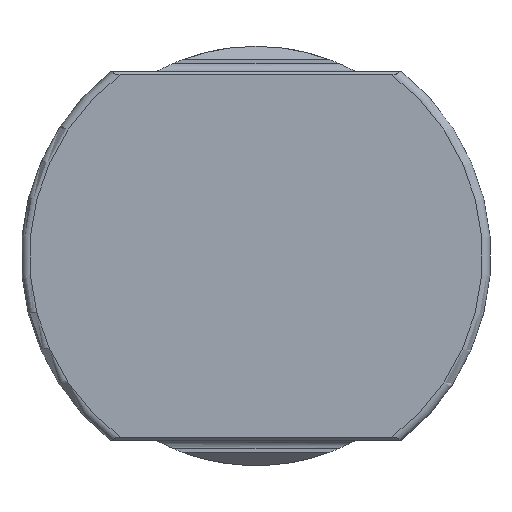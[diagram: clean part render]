
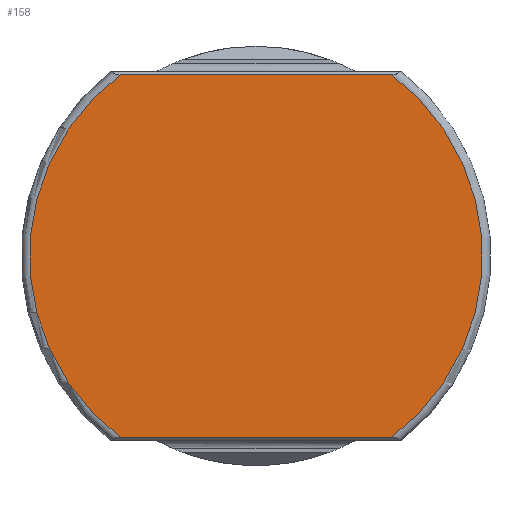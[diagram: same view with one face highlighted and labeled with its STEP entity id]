
A CAD part, left-side view. The second image highlights one B-rep face of the part: STEP entity #158.
In plain terms, the highlighted planar face has unit normal (-1, 0, 0).
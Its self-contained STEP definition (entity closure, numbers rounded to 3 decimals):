
#95=PLANE('',#566);
#113=LINE('',#1100,#127);
#114=LINE('',#1101,#128);
#127=VECTOR('',#657,1.);
#128=VECTOR('',#658,1.);
#158=ADVANCED_FACE('',(#187),#95,.F.);
#187=FACE_OUTER_BOUND('',#215,.T.);
#215=EDGE_LOOP('',(#330,#331,#332,#333));
#330=ORIENTED_EDGE('',*,*,#495,.F.);
#331=ORIENTED_EDGE('',*,*,#498,.T.);
#332=ORIENTED_EDGE('',*,*,#459,.F.);
#333=ORIENTED_EDGE('',*,*,#499,.T.);
#410=VERTEX_POINT('',#809);
#411=VERTEX_POINT('',#810);
#437=VERTEX_POINT('',#1066);
#438=VERTEX_POINT('',#1068);
#459=EDGE_CURVE('',#410,#411,#515,.T.);
#495=EDGE_CURVE('',#437,#438,#527,.T.);
#498=EDGE_CURVE('',#437,#411,#113,.T.);
#499=EDGE_CURVE('',#410,#438,#114,.T.);
#515=CIRCLE('',#541,13.5);
#527=CIRCLE('',#564,13.5);
#541=AXIS2_PLACEMENT_3D('',#808,#605,#606);
#564=AXIS2_PLACEMENT_3D('',#1067,#653,#654);
#566=AXIS2_PLACEMENT_3D('',#1102,#659,#660);
#605=DIRECTION('',(1.,0.,0.));
#606=DIRECTION('',(0.,0.,1.));
#653=DIRECTION('',(1.,0.,0.));
#654=DIRECTION('',(0.,0.,1.));
#657=DIRECTION('',(0.,-1.,0.));
#658=DIRECTION('',(0.,1.,0.));
#659=DIRECTION('',(1.,0.,0.));
#660=DIRECTION('',(0.,0.,-1.));
#808=CARTESIAN_POINT('',(0.,0.,0.));
#809=CARTESIAN_POINT('',(0.,-8.1,10.8));
#810=CARTESIAN_POINT('',(0.,-8.1,-10.8));
#1066=CARTESIAN_POINT('',(0.,8.1,-10.8));
#1067=CARTESIAN_POINT('',(0.,0.,0.));
#1068=CARTESIAN_POINT('',(0.,8.1,10.8));
#1100=CARTESIAN_POINT('',(0.,13.5,-10.8));
#1101=CARTESIAN_POINT('',(0.,13.5,10.8));
#1102=CARTESIAN_POINT('',(0.,13.5,0.));
